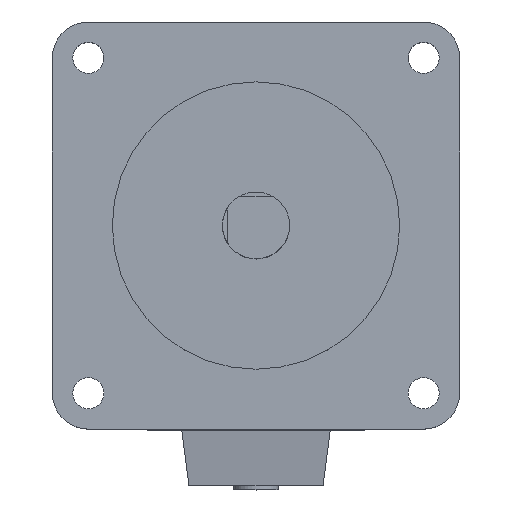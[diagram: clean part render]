
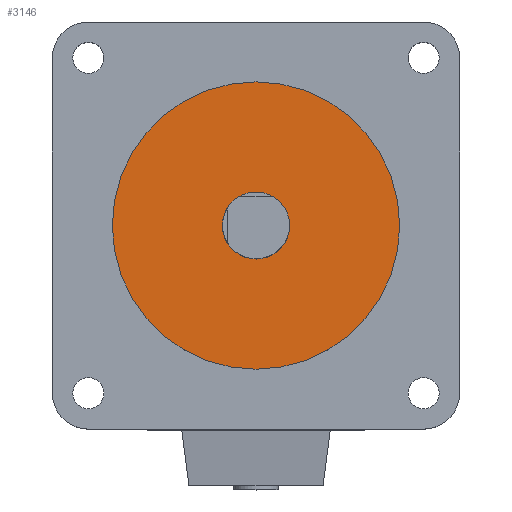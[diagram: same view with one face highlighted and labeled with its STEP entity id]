
A CAD part, top view. The second image highlights one B-rep face of the part: STEP entity #3146.
In plain terms, the highlighted planar face has unit normal (0, 0, 1).
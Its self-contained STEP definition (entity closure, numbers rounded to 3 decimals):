
#73 = EDGE_CURVE ( 'NONE', #2775, #2776, #5820, .T. ) ;
#122 = EDGE_CURVE ( 'NONE', #1260, #1162, #2901, .T. ) ;
#169 = EDGE_CURVE ( 'NONE', #2776, #2775, #3329, .T. ) ;
#214 = EDGE_LOOP ( 'NONE', ( #957, #961 ) ) ;
#224 = EDGE_LOOP ( 'NONE', ( #956, #959 ) ) ;
#285 = FACE_OUTER_BOUND ( 'NONE', #224, .T. ) ;
#286 = FACE_BOUND ( 'NONE', #214, .T. ) ;
#956 = ORIENTED_EDGE ( 'NONE', *, *, #169, .T. ) ;
#957 = ORIENTED_EDGE ( 'NONE', *, *, #122, .F. ) ;
#959 = ORIENTED_EDGE ( 'NONE', *, *, #73, .T. ) ;
#961 = ORIENTED_EDGE ( 'NONE', *, *, #2949, .F. ) ;
#1162 = VERTEX_POINT ( 'NONE', #2562 ) ;
#1260 = VERTEX_POINT ( 'NONE', #2566 ) ;
#1833 = AXIS2_PLACEMENT_3D ( 'NONE', #4613, #4614, #4615 ) ;
#1981 = CARTESIAN_POINT ( 'NONE',  ( 72.5, 42.5, 2. ) ) ;
#1982 = CARTESIAN_POINT ( 'NONE',  ( 12.5, 42.5, 2. ) ) ;
#2355 = PLANE ( 'NONE',  #6324 ) ;
#2356 = CARTESIAN_POINT ( 'NONE',  ( 42.5, 42.5, 2. ) ) ;
#2357 = DIRECTION ( 'NONE',  ( 0., 0., 1. ) ) ;
#2358 = DIRECTION ( 'NONE',  ( 1., 0., 0. ) ) ;
#2491 = CARTESIAN_POINT ( 'NONE',  ( 42.5, 42.5, 2. ) ) ;
#2492 = DIRECTION ( 'NONE',  ( 0., 0., 1. ) ) ;
#2493 = DIRECTION ( 'NONE',  ( 1., 0., 0. ) ) ;
#2562 = CARTESIAN_POINT ( 'NONE',  ( 49.5, 42.5, 2. ) ) ;
#2566 = CARTESIAN_POINT ( 'NONE',  ( 35.5, 42.5, 2. ) ) ;
#2622 = CARTESIAN_POINT ( 'NONE',  ( 42.5, 42.5, 2. ) ) ;
#2623 = DIRECTION ( 'NONE',  ( 0., 0., 1. ) ) ;
#2624 = DIRECTION ( 'NONE',  ( 1., 0., 0. ) ) ;
#2721 = AXIS2_PLACEMENT_3D ( 'NONE', #2622, #2623, #2624 ) ;
#2775 = VERTEX_POINT ( 'NONE', #1981 ) ;
#2776 = VERTEX_POINT ( 'NONE', #1982 ) ;
#2901 = CIRCLE ( 'NONE', #2721, 7. ) ;
#2949 = EDGE_CURVE ( 'NONE', #1162, #1260, #4094, .T. ) ;
#3146 = ADVANCED_FACE ( 'NONE', ( #285, #286 ), #2355, .T. ) ;
#3329 = CIRCLE ( 'NONE', #3334, 30. ) ;
#3334 = AXIS2_PLACEMENT_3D ( 'NONE', #2491, #2492, #2493 ) ;
#4094 = CIRCLE ( 'NONE', #4107, 7. ) ;
#4107 = AXIS2_PLACEMENT_3D ( 'NONE', #5972, #5973, #5974 ) ;
#4613 = CARTESIAN_POINT ( 'NONE',  ( 42.5, 42.5, 2. ) ) ;
#4614 = DIRECTION ( 'NONE',  ( 0., 0., 1. ) ) ;
#4615 = DIRECTION ( 'NONE',  ( 1., 0., 0. ) ) ;
#5820 = CIRCLE ( 'NONE', #1833, 30. ) ;
#5972 = CARTESIAN_POINT ( 'NONE',  ( 42.5, 42.5, 2. ) ) ;
#5973 = DIRECTION ( 'NONE',  ( 0., 0., 1. ) ) ;
#5974 = DIRECTION ( 'NONE',  ( 1., 0., 0. ) ) ;
#6324 = AXIS2_PLACEMENT_3D ( 'NONE', #2356, #2357, #2358 ) ;
